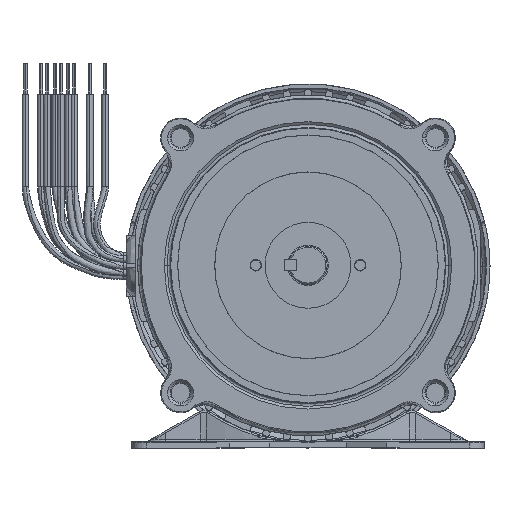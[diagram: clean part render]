
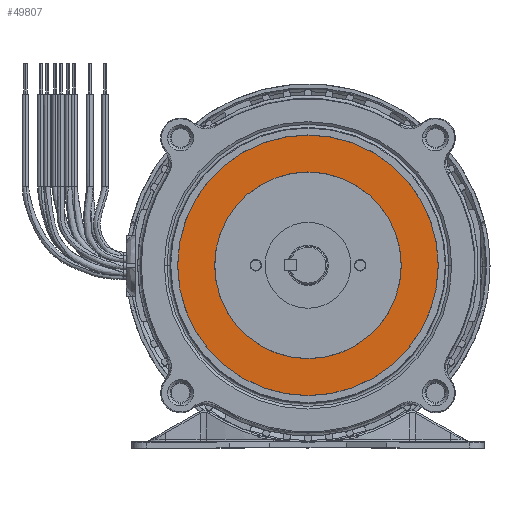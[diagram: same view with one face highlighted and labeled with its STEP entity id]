
A CAD part, top view. The second image highlights one B-rep face of the part: STEP entity #49807.
In plain terms, the highlighted face is planar.
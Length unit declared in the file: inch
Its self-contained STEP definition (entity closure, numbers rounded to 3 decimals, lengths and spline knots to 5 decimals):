
#761 = DIRECTION ( 'NONE',  ( 0., 1., 0. ) ) ;
#1157 = EDGE_LOOP ( 'NONE', ( #12171, #53630 ) ) ;
#5011 = AXIS2_PLACEMENT_3D ( 'NONE', #39831, #6277, #43941 ) ;
#6277 = DIRECTION ( 'NONE',  ( 0., 0., 1. ) ) ;
#6491 = PLANE ( 'NONE',  #5011 ) ;
#8413 = FACE_BOUND ( 'NONE', #15303, .T. ) ;
#9151 = FACE_OUTER_BOUND ( 'NONE', #1157, .T. ) ;
#9794 = EDGE_CURVE ( 'NONE', #22576, #22798, #35921, .T. ) ;
#11568 = CARTESIAN_POINT ( 'NONE',  ( 0., 2.12334, 0.095 ) ) ;
#12028 = DIRECTION ( 'NONE',  ( 1., 0., 0. ) ) ;
#12171 = ORIENTED_EDGE ( 'NONE', *, *, #28522, .T. ) ;
#13960 = DIRECTION ( 'NONE',  ( 0., 0., -1. ) ) ;
#15303 = EDGE_LOOP ( 'NONE', ( #56981, #44795 ) ) ;
#15602 = VERTEX_POINT ( 'NONE', #49804 ) ;
#17090 = CARTESIAN_POINT ( 'NONE',  ( 0., 0., 0.095 ) ) ;
#18641 = VERTEX_POINT ( 'NONE', #20941 ) ;
#20871 = AXIS2_PLACEMENT_3D ( 'NONE', #17090, #50036, #36049 ) ;
#20941 = CARTESIAN_POINT ( 'NONE',  ( -1.52166, 0., 0.095 ) ) ;
#21259 = DIRECTION ( 'NONE',  ( 0., 0., -1. ) ) ;
#22576 = VERTEX_POINT ( 'NONE', #33193 ) ;
#22798 = VERTEX_POINT ( 'NONE', #11568 ) ;
#23982 = CIRCLE ( 'NONE', #44240, 2.12334 ) ;
#24136 = AXIS2_PLACEMENT_3D ( 'NONE', #45133, #21259, #12028 ) ;
#25115 = EDGE_CURVE ( 'NONE', #15602, #18641, #55222, .T. ) ;
#28522 = EDGE_CURVE ( 'NONE', #22798, #22576, #23982, .T. ) ;
#28986 = DIRECTION ( 'NONE',  ( 0., 0., -1. ) ) ;
#32174 = CIRCLE ( 'NONE', #24136, 1.52166 ) ;
#32698 = CARTESIAN_POINT ( 'NONE',  ( 0., 0., 0.095 ) ) ;
#33193 = CARTESIAN_POINT ( 'NONE',  ( 0., -2.12334, 0.095 ) ) ;
#34147 = CARTESIAN_POINT ( 'NONE',  ( 0., 0., 0.095 ) ) ;
#35921 = CIRCLE ( 'NONE', #20871, 2.12334 ) ;
#36049 = DIRECTION ( 'NONE',  ( 0., 1., 0. ) ) ;
#39831 = CARTESIAN_POINT ( 'NONE',  ( 0., 2.56334, 0.095 ) ) ;
#41735 = EDGE_CURVE ( 'NONE', #18641, #15602, #32174, .T. ) ;
#43941 = DIRECTION ( 'NONE',  ( 1., 0., 0. ) ) ;
#44240 = AXIS2_PLACEMENT_3D ( 'NONE', #34147, #28986, #761 ) ;
#44795 = ORIENTED_EDGE ( 'NONE', *, *, #41735, .F. ) ;
#44847 = AXIS2_PLACEMENT_3D ( 'NONE', #32698, #13960, #47105 ) ;
#45133 = CARTESIAN_POINT ( 'NONE',  ( 0., 0., 0.095 ) ) ;
#47105 = DIRECTION ( 'NONE',  ( 1., 0., 0. ) ) ;
#49804 = CARTESIAN_POINT ( 'NONE',  ( 1.52166, 0., 0.095 ) ) ;
#49807 = ADVANCED_FACE ( 'NONE', ( #8413, #9151 ), #6491, .F. ) ;
#50036 = DIRECTION ( 'NONE',  ( 0., 0., -1. ) ) ;
#53630 = ORIENTED_EDGE ( 'NONE', *, *, #9794, .T. ) ;
#55222 = CIRCLE ( 'NONE', #44847, 1.52166 ) ;
#56981 = ORIENTED_EDGE ( 'NONE', *, *, #25115, .F. ) ;
